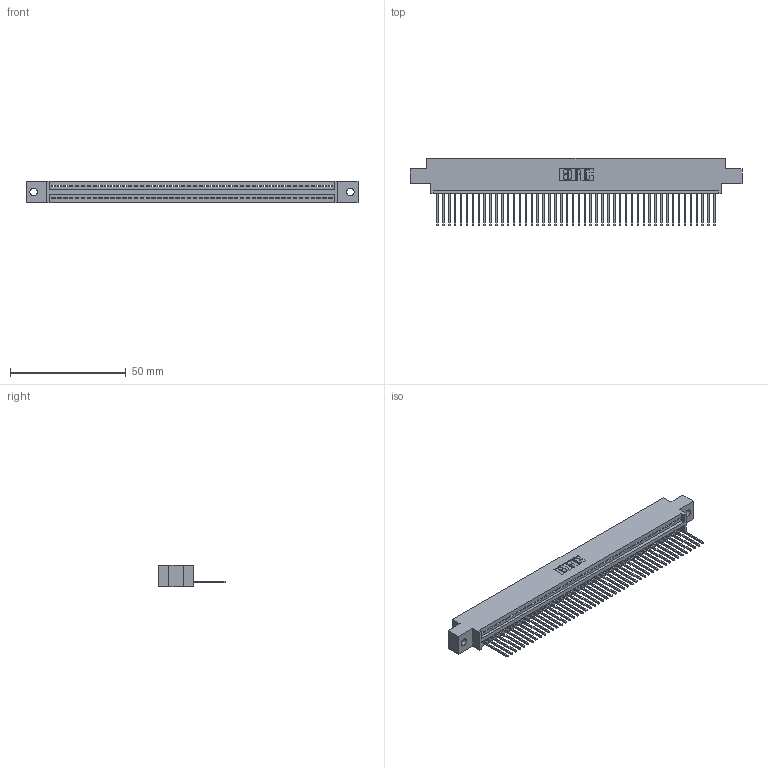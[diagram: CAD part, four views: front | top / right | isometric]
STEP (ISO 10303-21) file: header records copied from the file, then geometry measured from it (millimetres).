
FILE_DESCRIPTION (( 'STEP AP203' ), '1' );
FILE_NAME ('395-048-540-602.STEP', '2018-11-19T19:41:19', ( '' ), ( '' ), 'SwSTEP 2.0', 'SolidWorks 2016', '' );
FILE_SCHEMA (( 'CONFIG_CONTROL_DESIGN' ));
Length unit declared in the file: inch
Products named in the file (3): 345 Part_0.170 Offset - 0.128 Dia; 395-048-540-602; 345-292-001_345-293-140
Assembly tree (49 placements, depth 2):
  395-048-540-602
    345 Part_0.170 Offset - 0.128 Dia
    345-292-001_345-293-140  x48
Bounding box: 143.13 x 29.13 x 9.4 mm (x, y, z)
Volume: 13558.6 mm3; surface area: 18422.5 mm2
Topology: 49 solids, 49 shells, 2914 faces, 8801 edges, 5802 vertices
Faces by surface type: plane 2004, cylinder 910
Entity records: 35471 total; most frequent: CARTESIAN_POINT 6152, ORIENTED_EDGE 6134, DIRECTION 5363, EDGE_CURVE 3067, VECTOR 2743, LINE 2743, VERTEX_POINT 2042, AXIS2_PLACEMENT_3D 1310
